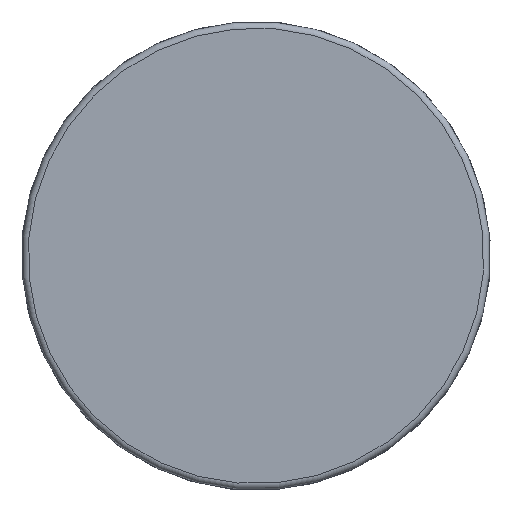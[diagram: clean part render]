
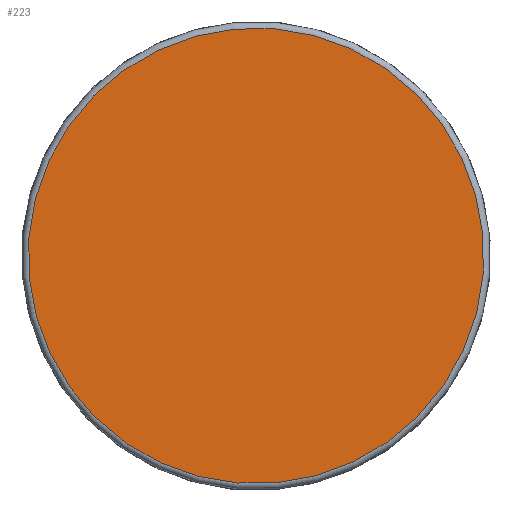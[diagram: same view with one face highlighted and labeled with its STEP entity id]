
A CAD part, top view. The second image highlights one B-rep face of the part: STEP entity #223.
In plain terms, the highlighted face is planar.
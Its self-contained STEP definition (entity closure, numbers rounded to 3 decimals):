
#136 = VERTEX_POINT ( 'NONE', #240 ) ;
#190 = DIRECTION ( 'NONE',  ( -0.909, -0.416, 0. ) ) ;
#223 = ADVANCED_FACE ( 'NONE', ( #399 ), #310, .F. ) ;
#240 = CARTESIAN_POINT ( 'NONE',  ( -132.788, -60.726, -55.998 ) ) ;
#241 = DIRECTION ( 'NONE',  ( 0., 0., -1. ) ) ;
#268 = AXIS2_PLACEMENT_3D ( 'NONE', #489, #269, #280 ) ;
#269 = DIRECTION ( 'NONE',  ( 0., 0., 1. ) ) ;
#280 = DIRECTION ( 'NONE',  ( -0.909, -0.416, 0. ) ) ;
#310 = PLANE ( 'NONE',  #268 ) ;
#359 = EDGE_CURVE ( 'NONE', #136, #136, #419, .T. ) ;
#397 = AXIS2_PLACEMENT_3D ( 'NONE', #415, #241, #190 ) ;
#399 = FACE_OUTER_BOUND ( 'NONE', #526, .T. ) ;
#415 = CARTESIAN_POINT ( 'NONE',  ( 0., 0., -55.998 ) ) ;
#419 = CIRCLE ( 'NONE', #397, 146.015 ) ;
#487 = ORIENTED_EDGE ( 'NONE', *, *, #359, .T. ) ;
#489 = CARTESIAN_POINT ( 'NONE',  ( -62.384, 136.412, -55.998 ) ) ;
#526 = EDGE_LOOP ( 'NONE', ( #487 ) ) ;
